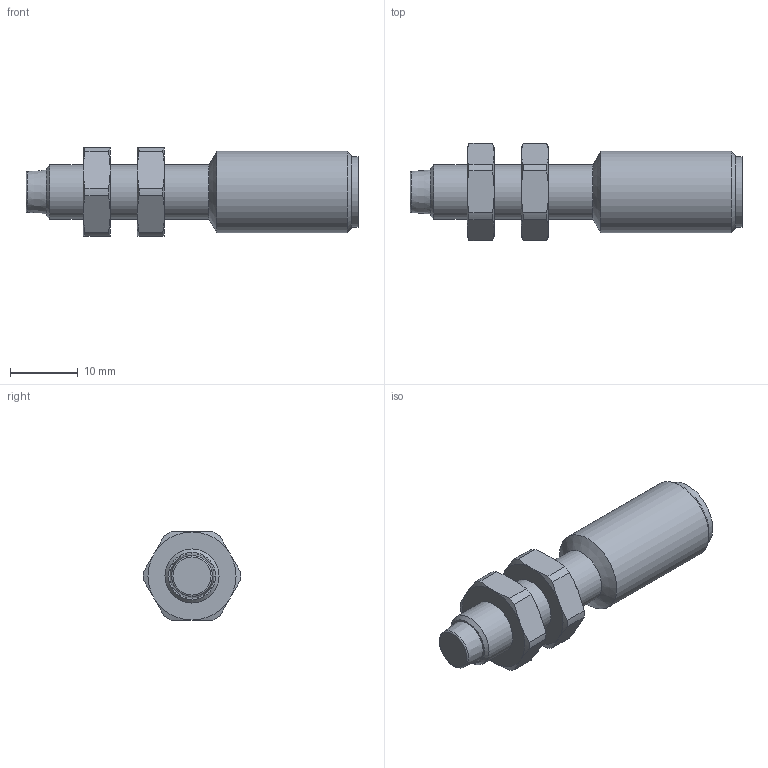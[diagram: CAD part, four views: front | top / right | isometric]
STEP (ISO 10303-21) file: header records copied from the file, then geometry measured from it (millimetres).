
FILE_DESCRIPTION(/* description */ (''),/* implementation_level */ '2;1');
FILE_NAME(/* name */ 'KJ2,5_M8EN45-V2.STEP',/* time_stamp */ '2026-01-07T08:40:25+01:00',/* author */ ('L43FV9'),/* organization */ (''),/* preprocessor_version */ 'ST-DEVELOPER v20.1',/* originating_system */ 'Autodesk Inventor 2026',/* authorisation */ '');
FILE_SCHEMA (('AUTOMOTIVE_DESIGN { 1 0 10303 214 3 1 1 }'));
Length unit declared in the file: millimetre
Products named in the file (1): KJ2,5_M8EN45-V2_Vereinfachen_1
Bounding box: 49 x 14.39 x 13 mm (x, y, z)
Volume: 4409 mm3; surface area: 2187.7 mm2
Topology: 1 solids, 1 shells, 73 faces, 164 edges, 100 vertices
Faces by surface type: cone 29, plane 24, cylinder 19, torus 1
Full cylindrical faces by diameter (mm): 8 x3, 10.4 x1, 12 x1
Entity records: 2132 total; most frequent: CARTESIAN_POINT 434, DIRECTION 338, ORIENTED_EDGE 328, EDGE_CURVE 164, AXIS2_PLACEMENT_3D 148, VERTEX_POINT 100, EDGE_LOOP 80, CIRCLE 74
